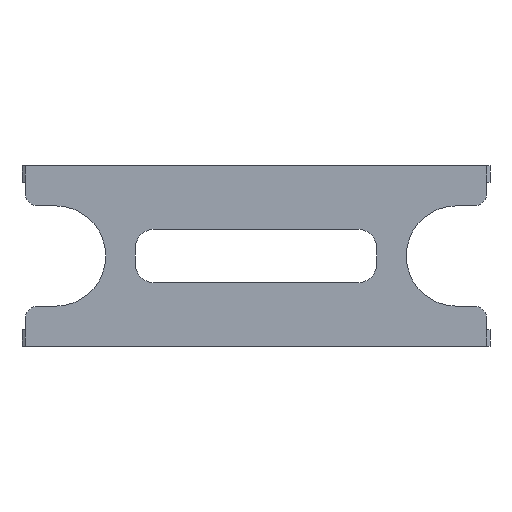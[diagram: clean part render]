
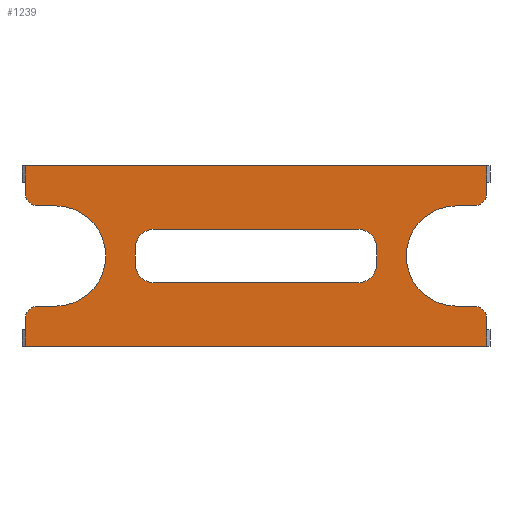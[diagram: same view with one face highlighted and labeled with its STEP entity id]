
A CAD part, front view. The second image highlights one B-rep face of the part: STEP entity #1239.
In plain terms, the highlighted planar face has unit normal (0, -1, 0).
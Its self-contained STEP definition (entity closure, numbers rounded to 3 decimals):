
#17=FACE_BOUND('',#182,.T.);
#53=PLANE('',#1368);
#116=FACE_OUTER_BOUND('',#181,.T.);
#181=EDGE_LOOP('',(#1124,#1125,#1126,#1127,#1128,#1129,#1130,#1131,#1132,
#1133,#1134,#1135,#1136,#1137,#1138,#1139));
#182=EDGE_LOOP('',(#1140,#1141,#1142,#1143,#1144,#1145,#1146,#1147));
#220=LINE('',#1848,#348);
#236=LINE('',#1892,#364);
#261=LINE('',#1966,#389);
#264=LINE('',#1971,#392);
#267=LINE('',#1977,#395);
#272=LINE('',#1990,#400);
#275=LINE('',#1995,#403);
#285=LINE('',#2021,#413);
#290=LINE('',#2036,#418);
#293=LINE('',#2042,#421);
#298=LINE('',#2056,#426);
#302=LINE('',#2065,#430);
#307=LINE('',#2080,#435);
#311=LINE('',#2092,#439);
#348=VECTOR('',#1468,10.);
#364=VECTOR('',#1504,10.);
#389=VECTOR('',#1573,10.);
#392=VECTOR('',#1578,10.);
#395=VECTOR('',#1583,10.);
#400=VECTOR('',#1598,10.);
#403=VECTOR('',#1603,10.);
#413=VECTOR('',#1637,10.);
#418=VECTOR('',#1656,10.);
#421=VECTOR('',#1661,10.);
#426=VECTOR('',#1678,10.);
#430=VECTOR('',#1688,10.);
#435=VECTOR('',#1709,10.);
#439=VECTOR('',#1727,10.);
#479=CIRCLE('',#1320,2.);
#480=CIRCLE('',#1322,2.);
#481=CIRCLE('',#1326,7.5);
#482=CIRCLE('',#1333,2.8);
#483=CIRCLE('',#1335,2.8);
#487=CIRCLE('',#1349,2.);
#488=CIRCLE('',#1352,2.);
#489=CIRCLE('',#1355,7.5);
#490=CIRCLE('',#1360,2.8);
#491=CIRCLE('',#1363,2.8);
#541=VERTEX_POINT('',#1845);
#542=VERTEX_POINT('',#1847);
#559=VERTEX_POINT('',#1889);
#560=VERTEX_POINT('',#1891);
#586=VERTEX_POINT('',#1963);
#587=VERTEX_POINT('',#1965);
#588=VERTEX_POINT('',#1969);
#590=VERTEX_POINT('',#1976);
#591=VERTEX_POINT('',#1981);
#592=VERTEX_POINT('',#1985);
#593=VERTEX_POINT('',#1989);
#594=VERTEX_POINT('',#1993);
#596=VERTEX_POINT('',#2011);
#597=VERTEX_POINT('',#2015);
#598=VERTEX_POINT('',#2016);
#601=VERTEX_POINT('',#2034);
#603=VERTEX_POINT('',#2041);
#605=VERTEX_POINT('',#2051);
#606=VERTEX_POINT('',#2055);
#607=VERTEX_POINT('',#2059);
#608=VERTEX_POINT('',#2063);
#609=VERTEX_POINT('',#2075);
#610=VERTEX_POINT('',#2079);
#611=VERTEX_POINT('',#2083);
#669=EDGE_CURVE('',#541,#542,#220,.T.);
#691=EDGE_CURVE('',#559,#560,#236,.T.);
#728=EDGE_CURVE('',#587,#586,#261,.T.);
#731=EDGE_CURVE('',#559,#588,#264,.T.);
#734=EDGE_CURVE('',#590,#542,#267,.T.);
#738=EDGE_CURVE('',#591,#588,#479,.T.);
#739=EDGE_CURVE('',#590,#592,#480,.T.);
#741=EDGE_CURVE('',#593,#592,#272,.T.);
#744=EDGE_CURVE('',#594,#591,#275,.T.);
#745=EDGE_CURVE('',#594,#593,#481,.T.);
#752=EDGE_CURVE('',#586,#596,#482,.T.);
#754=EDGE_CURVE('',#597,#598,#483,.T.);
#757=EDGE_CURVE('',#596,#597,#285,.T.);
#764=EDGE_CURVE('',#541,#601,#290,.T.);
#767=EDGE_CURVE('',#603,#560,#293,.T.);
#772=EDGE_CURVE('',#603,#605,#487,.T.);
#774=EDGE_CURVE('',#606,#605,#298,.T.);
#777=EDGE_CURVE('',#607,#601,#488,.T.);
#779=EDGE_CURVE('',#608,#607,#302,.T.);
#780=EDGE_CURVE('',#608,#606,#489,.T.);
#784=EDGE_CURVE('',#609,#587,#490,.T.);
#786=EDGE_CURVE('',#610,#609,#307,.T.);
#788=EDGE_CURVE('',#611,#610,#491,.T.);
#791=EDGE_CURVE('',#598,#611,#311,.T.);
#1124=ORIENTED_EDGE('',*,*,#669,.F.);
#1125=ORIENTED_EDGE('',*,*,#764,.T.);
#1126=ORIENTED_EDGE('',*,*,#777,.F.);
#1127=ORIENTED_EDGE('',*,*,#779,.F.);
#1128=ORIENTED_EDGE('',*,*,#780,.T.);
#1129=ORIENTED_EDGE('',*,*,#774,.T.);
#1130=ORIENTED_EDGE('',*,*,#772,.F.);
#1131=ORIENTED_EDGE('',*,*,#767,.T.);
#1132=ORIENTED_EDGE('',*,*,#691,.F.);
#1133=ORIENTED_EDGE('',*,*,#731,.T.);
#1134=ORIENTED_EDGE('',*,*,#738,.F.);
#1135=ORIENTED_EDGE('',*,*,#744,.F.);
#1136=ORIENTED_EDGE('',*,*,#745,.T.);
#1137=ORIENTED_EDGE('',*,*,#741,.T.);
#1138=ORIENTED_EDGE('',*,*,#739,.F.);
#1139=ORIENTED_EDGE('',*,*,#734,.T.);
#1140=ORIENTED_EDGE('',*,*,#728,.T.);
#1141=ORIENTED_EDGE('',*,*,#752,.T.);
#1142=ORIENTED_EDGE('',*,*,#757,.T.);
#1143=ORIENTED_EDGE('',*,*,#754,.T.);
#1144=ORIENTED_EDGE('',*,*,#791,.T.);
#1145=ORIENTED_EDGE('',*,*,#788,.T.);
#1146=ORIENTED_EDGE('',*,*,#786,.T.);
#1147=ORIENTED_EDGE('',*,*,#784,.T.);
#1239=ADVANCED_FACE('',(#116,#17),#53,.T.);
#1320=AXIS2_PLACEMENT_3D('',#1983,#1589,#1590);
#1322=AXIS2_PLACEMENT_3D('',#1986,#1593,#1594);
#1326=AXIS2_PLACEMENT_3D('',#1997,#1606,#1607);
#1333=AXIS2_PLACEMENT_3D('',#2012,#1626,#1627);
#1335=AXIS2_PLACEMENT_3D('',#2017,#1631,#1632);
#1349=AXIS2_PLACEMENT_3D('',#2052,#1673,#1674);
#1352=AXIS2_PLACEMENT_3D('',#2061,#1683,#1684);
#1355=AXIS2_PLACEMENT_3D('',#2067,#1691,#1692);
#1360=AXIS2_PLACEMENT_3D('',#2076,#1704,#1705);
#1363=AXIS2_PLACEMENT_3D('',#2084,#1713,#1714);
#1368=AXIS2_PLACEMENT_3D('',#2091,#1725,#1726);
#1468=DIRECTION('',(1.,0.,0.));
#1504=DIRECTION('',(-1.,0.,0.));
#1573=DIRECTION('',(1.,0.,0.));
#1578=DIRECTION('',(0.,0.,1.));
#1583=DIRECTION('',(0.,0.,1.));
#1589=DIRECTION('center_axis',(0.,1.,0.));
#1590=DIRECTION('ref_axis',(0.707,0.,0.707));
#1593=DIRECTION('center_axis',(0.,1.,0.));
#1594=DIRECTION('ref_axis',(0.707,0.,-0.707));
#1598=DIRECTION('',(1.,0.,0.));
#1603=DIRECTION('',(1.,0.,0.));
#1606=DIRECTION('center_axis',(0.,1.,0.));
#1607=DIRECTION('ref_axis',(0.,0.,-1.));
#1626=DIRECTION('center_axis',(0.,1.,0.));
#1627=DIRECTION('ref_axis',(0.,0.,1.));
#1631=DIRECTION('center_axis',(0.,1.,0.));
#1632=DIRECTION('ref_axis',(1.,0.,0.));
#1637=DIRECTION('',(0.,0.,-1.));
#1656=DIRECTION('',(0.,0.,-1.));
#1661=DIRECTION('',(0.,0.,-1.));
#1673=DIRECTION('center_axis',(0.,1.,0.));
#1674=DIRECTION('ref_axis',(-0.707,0.,0.707));
#1678=DIRECTION('',(-1.,0.,0.));
#1683=DIRECTION('center_axis',(0.,1.,0.));
#1684=DIRECTION('ref_axis',(-0.707,0.,-0.707));
#1688=DIRECTION('',(-1.,0.,0.));
#1691=DIRECTION('center_axis',(0.,1.,0.));
#1692=DIRECTION('ref_axis',(0.,0.,1.));
#1704=DIRECTION('center_axis',(0.,1.,0.));
#1705=DIRECTION('ref_axis',(-1.,0.,0.));
#1709=DIRECTION('',(0.,0.,1.));
#1713=DIRECTION('center_axis',(0.,1.,0.));
#1714=DIRECTION('ref_axis',(0.,0.,-1.));
#1725=DIRECTION('center_axis',(0.,-1.,0.));
#1726=DIRECTION('ref_axis',(0.,0.,-1.));
#1727=DIRECTION('',(-1.,0.,0.));
#1845=CARTESIAN_POINT('',(-59.772,-20.613,2.5));
#1847=CARTESIAN_POINT('',(9.308,-20.613,2.5));
#1848=CARTESIAN_POINT('',(-24.982,-20.613,2.5));
#1889=CARTESIAN_POINT('',(9.308,-20.613,-24.5));
#1891=CARTESIAN_POINT('',(-59.772,-20.613,-24.5));
#1892=CARTESIAN_POINT('',(-25.982,-20.613,-24.5));
#1963=CARTESIAN_POINT('',(-9.994,-20.613,-7.));
#1965=CARTESIAN_POINT('',(-40.471,-20.613,-7.));
#1966=CARTESIAN_POINT('',(-18.738,-20.613,-7.));
#1969=CARTESIAN_POINT('',(9.308,-20.613,-20.5));
#1971=CARTESIAN_POINT('',(9.308,-20.613,-22.375));
#1976=CARTESIAN_POINT('',(9.308,-20.613,-1.5));
#1977=CARTESIAN_POINT('',(9.308,-20.613,0.375));
#1981=CARTESIAN_POINT('',(7.308,-20.613,-18.5));
#1983=CARTESIAN_POINT('Origin',(7.308,-20.613,-20.5));
#1985=CARTESIAN_POINT('',(7.308,-20.613,-3.5));
#1986=CARTESIAN_POINT('Origin',(7.308,-20.613,-1.5));
#1989=CARTESIAN_POINT('',(4.746,-20.613,-3.5));
#1990=CARTESIAN_POINT('',(4.746,-20.613,-3.5));
#1993=CARTESIAN_POINT('',(4.746,-20.613,-18.5));
#1995=CARTESIAN_POINT('',(4.746,-20.613,-18.5));
#1997=CARTESIAN_POINT('Origin',(4.746,-20.613,-11.));
#2011=CARTESIAN_POINT('',(-7.194,-20.613,-9.8));
#2012=CARTESIAN_POINT('Origin',(-9.994,-20.613,-9.8));
#2015=CARTESIAN_POINT('',(-7.194,-20.613,-12.2));
#2016=CARTESIAN_POINT('',(-9.994,-20.613,-15.));
#2017=CARTESIAN_POINT('Origin',(-9.994,-20.613,-12.2));
#2021=CARTESIAN_POINT('',(-7.194,-20.613,-5.725));
#2034=CARTESIAN_POINT('',(-59.772,-20.613,-1.5));
#2036=CARTESIAN_POINT('',(-59.772,-20.613,0.375));
#2041=CARTESIAN_POINT('',(-59.772,-20.613,-20.5));
#2042=CARTESIAN_POINT('',(-59.772,-20.613,-22.375));
#2051=CARTESIAN_POINT('',(-57.772,-20.613,-18.5));
#2052=CARTESIAN_POINT('Origin',(-57.772,-20.613,-20.5));
#2055=CARTESIAN_POINT('',(-55.211,-20.613,-18.5));
#2056=CARTESIAN_POINT('',(-55.211,-20.613,-18.5));
#2059=CARTESIAN_POINT('',(-57.772,-20.613,-3.5));
#2061=CARTESIAN_POINT('Origin',(-57.772,-20.613,-1.5));
#2063=CARTESIAN_POINT('',(-55.211,-20.613,-3.5));
#2065=CARTESIAN_POINT('',(-55.211,-20.613,-3.5));
#2067=CARTESIAN_POINT('Origin',(-55.211,-20.613,-11.));
#2075=CARTESIAN_POINT('',(-43.271,-20.613,-9.8));
#2076=CARTESIAN_POINT('Origin',(-40.471,-20.613,-9.8));
#2079=CARTESIAN_POINT('',(-43.271,-20.613,-12.2));
#2080=CARTESIAN_POINT('',(-43.271,-20.613,-4.525));
#2083=CARTESIAN_POINT('',(-40.471,-20.613,-15.));
#2084=CARTESIAN_POINT('Origin',(-40.471,-20.613,-12.2));
#2091=CARTESIAN_POINT('Origin',(-25.982,-20.613,0.75));
#2092=CARTESIAN_POINT('',(-33.226,-20.613,-15.));
